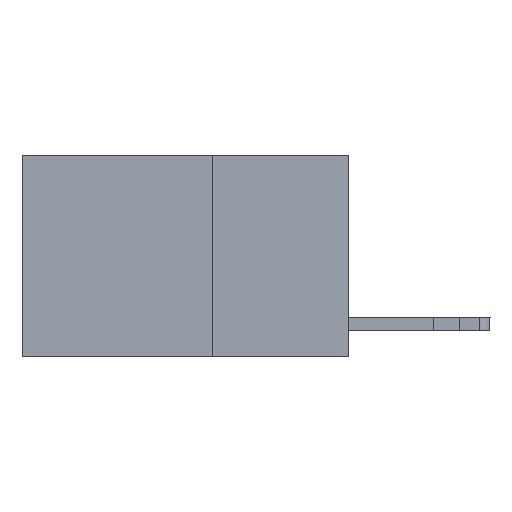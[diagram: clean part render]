
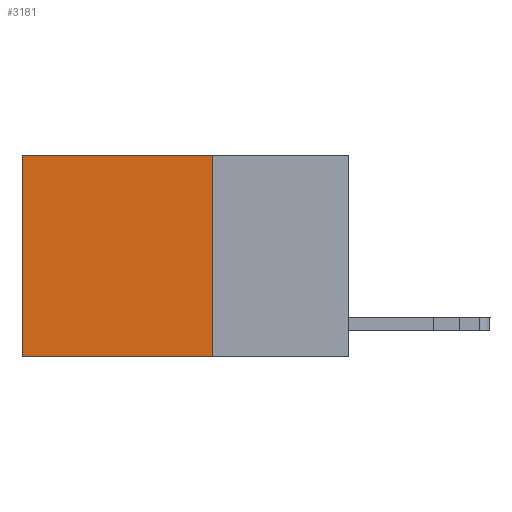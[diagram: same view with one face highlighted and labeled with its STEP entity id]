
A CAD part, left-side view. The second image highlights one B-rep face of the part: STEP entity #3181.
In plain terms, the highlighted planar face has unit normal (-1, 0, 0).
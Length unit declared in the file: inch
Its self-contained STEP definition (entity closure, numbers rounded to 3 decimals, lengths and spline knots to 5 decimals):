
#196 = AXIS2_PLACEMENT_3D ( 'NONE', #12715, #11543, #4641 ) ;
#717 = VECTOR ( 'NONE', #11209, 39.37008 ) ;
#925 = VERTEX_POINT ( 'NONE', #13512 ) ;
#1514 = CARTESIAN_POINT ( 'NONE',  ( 0.2625, 0.6, 0. ) ) ;
#1822 = CARTESIAN_POINT ( 'NONE',  ( 0.2625, 0.6, -0.37 ) ) ;
#2481 = EDGE_CURVE ( 'NONE', #14106, #925, #5356, .T. ) ;
#2535 = CARTESIAN_POINT ( 'NONE',  ( 0.2625, 0.6, 0. ) ) ;
#2875 = VECTOR ( 'NONE', #7965, 39.37008 ) ;
#3049 = EDGE_CURVE ( 'NONE', #14106, #4553, #5760, .T. ) ;
#3162 = CARTESIAN_POINT ( 'NONE',  ( 0.2625, 0.25, 0. ) ) ;
#3181 = ADVANCED_FACE ( 'NONE', ( #13895 ), #3441, .F. ) ;
#3340 = VERTEX_POINT ( 'NONE', #1822 ) ;
#3441 = PLANE ( 'NONE',  #196 ) ;
#4553 = VERTEX_POINT ( 'NONE', #2535 ) ;
#4641 = DIRECTION ( 'NONE',  ( 0., 0., -1. ) ) ;
#5008 = CARTESIAN_POINT ( 'NONE',  ( 0.2625, 0.25, 0. ) ) ;
#5356 = LINE ( 'NONE', #3162, #11366 ) ;
#5760 = LINE ( 'NONE', #12883, #2875 ) ;
#5821 = ORIENTED_EDGE ( 'NONE', *, *, #3049, .T. ) ;
#5933 = VECTOR ( 'NONE', #9696, 39.37008 ) ;
#7542 = DIRECTION ( 'NONE',  ( 0., 0., -1. ) ) ;
#7965 = DIRECTION ( 'NONE',  ( 0., 1., 0. ) ) ;
#8093 = ORIENTED_EDGE ( 'NONE', *, *, #8819, .T. ) ;
#8819 = EDGE_CURVE ( 'NONE', #4553, #3340, #13097, .T. ) ;
#9696 = DIRECTION ( 'NONE',  ( 0., 0., -1. ) ) ;
#9784 = ORIENTED_EDGE ( 'NONE', *, *, #14328, .F. ) ;
#10069 = LINE ( 'NONE', #10287, #717 ) ;
#10287 = CARTESIAN_POINT ( 'NONE',  ( 0.2625, 0.25, -0.37 ) ) ;
#10836 = ORIENTED_EDGE ( 'NONE', *, *, #2481, .F. ) ;
#11209 = DIRECTION ( 'NONE',  ( 0., 1., 0. ) ) ;
#11366 = VECTOR ( 'NONE', #7542, 39.37008 ) ;
#11543 = DIRECTION ( 'NONE',  ( 1., 0., 0. ) ) ;
#12715 = CARTESIAN_POINT ( 'NONE',  ( 0.2625, 0.25, 0. ) ) ;
#12883 = CARTESIAN_POINT ( 'NONE',  ( 0.2625, 0.25, 0. ) ) ;
#13097 = LINE ( 'NONE', #1514, #5933 ) ;
#13464 = EDGE_LOOP ( 'NONE', ( #8093, #9784, #10836, #5821 ) ) ;
#13512 = CARTESIAN_POINT ( 'NONE',  ( 0.2625, 0.25, -0.37 ) ) ;
#13895 = FACE_OUTER_BOUND ( 'NONE', #13464, .T. ) ;
#14106 = VERTEX_POINT ( 'NONE', #5008 ) ;
#14328 = EDGE_CURVE ( 'NONE', #925, #3340, #10069, .T. ) ;
